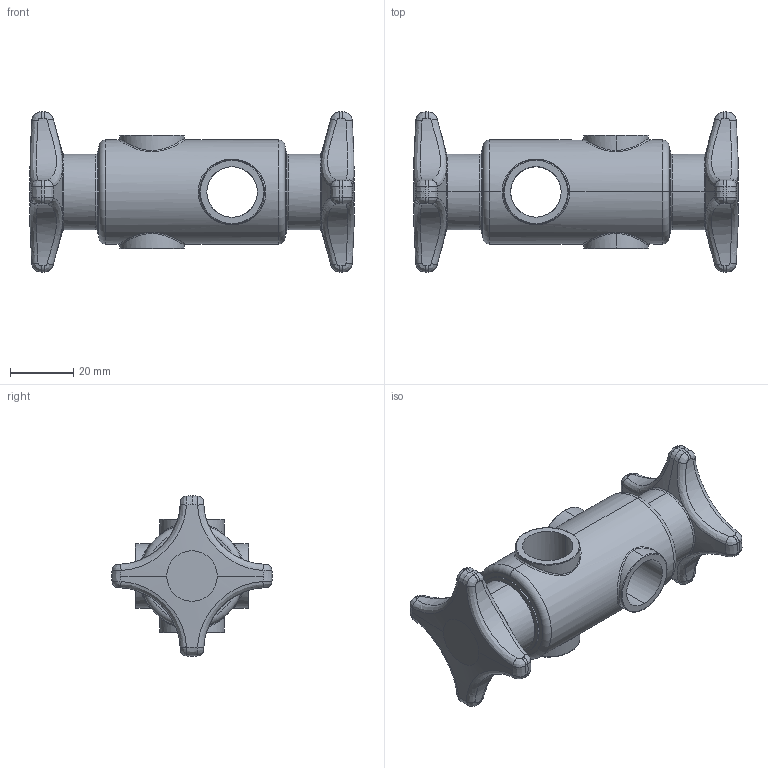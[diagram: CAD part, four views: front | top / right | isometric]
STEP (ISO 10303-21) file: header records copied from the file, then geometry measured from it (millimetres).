
FILE_DESCRIPTION (( 'STEP AP214' ), '1' );
FILE_NAME ('Rexnord-S0732-692372.STEP', '2023-08-01T10:26:54', ( '' ), ( '' ), 'SwSTEP 2.0', 'SolidWorks 2022', '' );
FILE_SCHEMA (( 'AUTOMOTIVE_DESIGN' ));
Length unit declared in the file: millimetre
Products named in the file (5): Rexnord-S0732-692372_WASHER; Rexnord-S0732-692372_KNOB; Rexnord-S0732-692372_eye bolt; Rexnord-S0732-692372; Rexnord-S0732-692372_MID
Assembly tree (7 placements, depth 2):
  Rexnord-S0732-692372
    Rexnord-S0732-692372_MID
    Rexnord-S0732-692372_eye bolt  x2
    Rexnord-S0732-692372_WASHER  x2
    Rexnord-S0732-692372_KNOB  x2
Bounding box: 103 x 50.83 x 50.83 mm (x, y, z)
Volume: 65761.8 mm3; surface area: 26410.5 mm2
Topology: 7 solids, 7 shells, 251 faces, 606 edges, 365 vertices
Faces by surface type: bspline 96, cylinder 81, plane 34, torus 22, cone 18
Entity records: 9726 total; most frequent: CARTESIAN_POINT 6052, ORIENTED_EDGE 804, DIRECTION 654, EDGE_CURVE 402, AXIS2_PLACEMENT_3D 274, VERTEX_POINT 246, EDGE_LOOP 174, FACE_OUTER_BOUND 162
